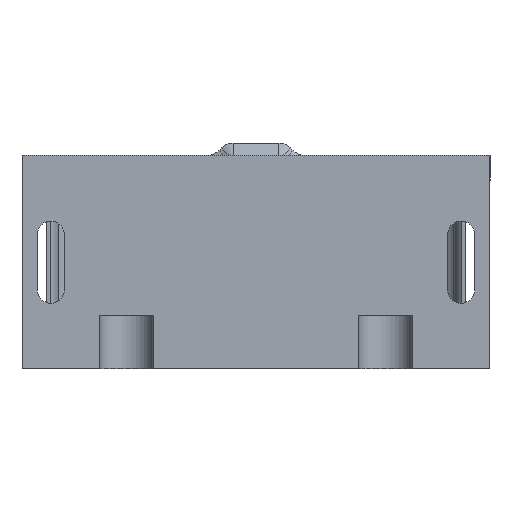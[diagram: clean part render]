
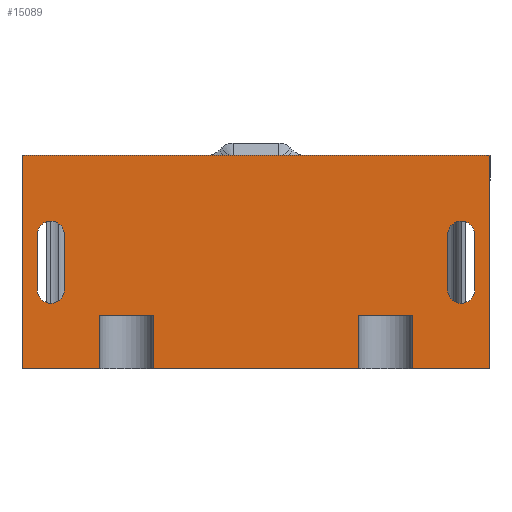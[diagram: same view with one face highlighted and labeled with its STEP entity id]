
A CAD part, front view. The second image highlights one B-rep face of the part: STEP entity #15089.
In plain terms, the highlighted planar face has unit normal (0, -1, 0).
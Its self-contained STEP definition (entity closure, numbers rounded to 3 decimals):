
#3368=DIRECTION('',(1.,0.,0.));
#3369=VECTOR('',#3368,13.2);
#3370=CARTESIAN_POINT('',(-38.2,-49.,-10.));
#3371=LINE('',#3370,#3369);
#3387=CARTESIAN_POINT('',(-50.,-49.,-3.7));
#3388=DIRECTION('',(0.,-1.,0.));
#3389=DIRECTION('',(-1.,0.,0.));
#3390=AXIS2_PLACEMENT_3D('',#3387,#3388,#3389);
#3392=CARTESIAN_POINT('',(-50.,-49.,9.703));
#3393=DIRECTION('',(0.,-1.,0.));
#3394=DIRECTION('',(1.,0.,0.));
#3395=AXIS2_PLACEMENT_3D('',#3392,#3393,#3394);
#3397=CARTESIAN_POINT('',(50.,-49.,9.703));
#3398=DIRECTION('',(0.,-1.,0.));
#3399=DIRECTION('',(1.,0.,0.));
#3400=AXIS2_PLACEMENT_3D('',#3397,#3398,#3399);
#3402=CARTESIAN_POINT('',(50.,-49.,-3.7));
#3403=DIRECTION('',(0.,-1.,0.));
#3404=DIRECTION('',(-1.,0.,0.));
#3405=AXIS2_PLACEMENT_3D('',#3402,#3403,#3404);
#3407=DIRECTION('',(0.,0.,1.));
#3408=VECTOR('',#3407,52.);
#3409=CARTESIAN_POINT('',(-57.,-49.,-23.));
#3410=LINE('',#3409,#3408);
#3411=DIRECTION('',(1.,0.,0.));
#3412=VECTOR('',#3411,114.);
#3413=CARTESIAN_POINT('',(-57.,-49.,29.));
#3414=LINE('',#3413,#3412);
#3415=DIRECTION('',(-1.,0.,0.));
#3416=VECTOR('',#3415,18.8);
#3417=CARTESIAN_POINT('',(57.,-49.,-23.));
#3418=LINE('',#3417,#3416);
#3419=DIRECTION('',(-1.,0.,0.));
#3420=VECTOR('',#3419,50.);
#3421=CARTESIAN_POINT('',(25.,-49.,-23.));
#3422=LINE('',#3421,#3420);
#3423=DIRECTION('',(-1.,0.,0.));
#3424=VECTOR('',#3423,18.8);
#3425=CARTESIAN_POINT('',(-38.2,-49.,-23.));
#3426=LINE('',#3425,#3424);
#3427=DIRECTION('',(0.,0.,1.));
#3428=VECTOR('',#3427,13.403);
#3429=CARTESIAN_POINT('',(-53.3,-49.,-3.7));
#3430=LINE('',#3429,#3428);
#3443=DIRECTION('',(0.,0.,-1.));
#3444=VECTOR('',#3443,13.403);
#3445=CARTESIAN_POINT('',(-46.7,-49.,9.703));
#3446=LINE('',#3445,#3444);
#3988=DIRECTION('',(0.,0.,1.));
#3989=VECTOR('',#3988,13.);
#3990=CARTESIAN_POINT('',(-38.2,-49.,-23.));
#3991=LINE('',#3990,#3989);
#4012=DIRECTION('',(0.,0.,-1.));
#4013=VECTOR('',#4012,13.);
#4014=CARTESIAN_POINT('',(-25.,-49.,-10.));
#4015=LINE('',#4014,#4013);
#4020=DIRECTION('',(0.,0.,1.));
#4021=VECTOR('',#4020,13.);
#4022=CARTESIAN_POINT('',(25.,-49.,-23.));
#4023=LINE('',#4022,#4021);
#4032=DIRECTION('',(1.,0.,0.));
#4033=VECTOR('',#4032,13.2);
#4034=CARTESIAN_POINT('',(25.,-49.,-10.));
#4035=LINE('',#4034,#4033);
#4059=DIRECTION('',(0.,0.,-1.));
#4060=VECTOR('',#4059,13.);
#4061=CARTESIAN_POINT('',(38.2,-49.,-10.));
#4062=LINE('',#4061,#4060);
#4085=DIRECTION('',(0.,0.,1.));
#4086=VECTOR('',#4085,52.);
#4087=CARTESIAN_POINT('',(57.,-49.,-23.));
#4088=LINE('',#4087,#4086);
#4661=DIRECTION('',(0.,0.,-1.));
#4662=VECTOR('',#4661,13.403);
#4663=CARTESIAN_POINT('',(53.3,-49.,9.703));
#4664=LINE('',#4663,#4662);
#4669=DIRECTION('',(0.,0.,1.));
#4670=VECTOR('',#4669,13.403);
#4671=CARTESIAN_POINT('',(46.7,-49.,-3.7));
#4672=LINE('',#4671,#4670);
#8609=CARTESIAN_POINT('',(-57.,-49.,-23.));
#8610=VERTEX_POINT('',#8609);
#8611=CARTESIAN_POINT('',(-38.2,-49.,-23.));
#8612=VERTEX_POINT('',#8611);
#8617=CARTESIAN_POINT('',(-25.,-49.,-23.));
#8618=VERTEX_POINT('',#8617);
#8619=CARTESIAN_POINT('',(25.,-49.,-23.));
#8620=VERTEX_POINT('',#8619);
#8625=CARTESIAN_POINT('',(38.2,-49.,-23.));
#8626=VERTEX_POINT('',#8625);
#8627=CARTESIAN_POINT('',(57.,-49.,-23.));
#8628=VERTEX_POINT('',#8627);
#8753=CARTESIAN_POINT('',(25.,-49.,-10.));
#8754=CARTESIAN_POINT('',(38.2,-49.,-10.));
#8755=VERTEX_POINT('',#8753);
#8756=VERTEX_POINT('',#8754);
#8757=CARTESIAN_POINT('',(-25.,-49.,-10.));
#8758=VERTEX_POINT('',#8757);
#8759=CARTESIAN_POINT('',(-38.2,-49.,-10.));
#8760=VERTEX_POINT('',#8759);
#8761=CARTESIAN_POINT('',(-53.3,-49.,-3.7));
#8762=CARTESIAN_POINT('',(-46.7,-49.,-3.7));
#8763=VERTEX_POINT('',#8761);
#8764=VERTEX_POINT('',#8762);
#8765=CARTESIAN_POINT('',(-46.7,-49.,9.703));
#8766=VERTEX_POINT('',#8765);
#8767=CARTESIAN_POINT('',(-53.3,-49.,9.703));
#8768=VERTEX_POINT('',#8767);
#8769=CARTESIAN_POINT('',(53.3,-49.,9.703));
#8770=CARTESIAN_POINT('',(53.3,-49.,-3.7));
#8771=VERTEX_POINT('',#8769);
#8772=VERTEX_POINT('',#8770);
#8773=CARTESIAN_POINT('',(46.7,-49.,9.703));
#8774=VERTEX_POINT('',#8773);
#8775=CARTESIAN_POINT('',(46.7,-49.,-3.7));
#8776=VERTEX_POINT('',#8775);
#8830=CARTESIAN_POINT('',(57.,-49.,29.));
#8831=VERTEX_POINT('',#8830);
#8832=CARTESIAN_POINT('',(-57.,-49.,29.));
#8833=VERTEX_POINT('',#8832);
#15039=CARTESIAN_POINT('',(0.,-49.,0.));
#15040=DIRECTION('',(0.,1.,0.));
#15041=DIRECTION('',(1.,0.,0.));
#15042=AXIS2_PLACEMENT_3D('',#15039,#15040,#15041);
#15043=PLANE('',#15042);
#15045=ORIENTED_EDGE('',*,*,#15044,.T.);
#15047=ORIENTED_EDGE('',*,*,#15046,.T.);
#15049=ORIENTED_EDGE('',*,*,#15048,.F.);
#15051=ORIENTED_EDGE('',*,*,#15050,.T.);
#15053=ORIENTED_EDGE('',*,*,#15052,.F.);
#15055=ORIENTED_EDGE('',*,*,#15054,.F.);
#15057=ORIENTED_EDGE('',*,*,#15056,.F.);
#15059=ORIENTED_EDGE('',*,*,#15058,.T.);
#15061=ORIENTED_EDGE('',*,*,#15060,.F.);
#15062=ORIENTED_EDGE('',*,*,#15017,.F.);
#15064=ORIENTED_EDGE('',*,*,#15063,.F.);
#15066=ORIENTED_EDGE('',*,*,#15065,.T.);
#15067=EDGE_LOOP('',(#15045,#15047,#15049,#15051,#15053,#15055,#15057,#15059,
#15061,#15062,#15064,#15066));
#15068=FACE_OUTER_BOUND('',#15067,.F.);
#15070=ORIENTED_EDGE('',*,*,#15069,.F.);
#15072=ORIENTED_EDGE('',*,*,#15071,.T.);
#15074=ORIENTED_EDGE('',*,*,#15073,.F.);
#15076=ORIENTED_EDGE('',*,*,#15075,.T.);
#15077=EDGE_LOOP('',(#15070,#15072,#15074,#15076));
#15078=FACE_BOUND('',#15077,.F.);
#15080=ORIENTED_EDGE('',*,*,#15079,.T.);
#15082=ORIENTED_EDGE('',*,*,#15081,.F.);
#15084=ORIENTED_EDGE('',*,*,#15083,.T.);
#15086=ORIENTED_EDGE('',*,*,#15085,.F.);
#15087=EDGE_LOOP('',(#15080,#15082,#15084,#15086));
#15088=FACE_BOUND('',#15087,.F.);
#3391=CIRCLE('',#3390,3.3);
#3396=CIRCLE('',#3395,3.3);
#3401=CIRCLE('',#3400,3.3);
#3406=CIRCLE('',#3405,3.3);
#15017=EDGE_CURVE('',#8760,#8758,#3371,.T.);
#15044=EDGE_CURVE('',#8610,#8833,#3410,.T.);
#15046=EDGE_CURVE('',#8833,#8831,#3414,.T.);
#15048=EDGE_CURVE('',#8628,#8831,#4088,.T.);
#15050=EDGE_CURVE('',#8628,#8626,#3418,.T.);
#15052=EDGE_CURVE('',#8756,#8626,#4062,.T.);
#15054=EDGE_CURVE('',#8755,#8756,#4035,.T.);
#15056=EDGE_CURVE('',#8620,#8755,#4023,.T.);
#15058=EDGE_CURVE('',#8620,#8618,#3422,.T.);
#15060=EDGE_CURVE('',#8758,#8618,#4015,.T.);
#15063=EDGE_CURVE('',#8612,#8760,#3991,.T.);
#15065=EDGE_CURVE('',#8612,#8610,#3426,.T.);
#15069=EDGE_CURVE('',#8771,#8772,#4664,.T.);
#15071=EDGE_CURVE('',#8771,#8774,#3401,.T.);
#15073=EDGE_CURVE('',#8776,#8774,#4672,.T.);
#15075=EDGE_CURVE('',#8776,#8772,#3406,.T.);
#15079=EDGE_CURVE('',#8763,#8764,#3391,.T.);
#15081=EDGE_CURVE('',#8766,#8764,#3446,.T.);
#15083=EDGE_CURVE('',#8766,#8768,#3396,.T.);
#15085=EDGE_CURVE('',#8763,#8768,#3430,.T.);
#15089=ADVANCED_FACE('',(#15068,#15078,#15088),#15043,.F.);
